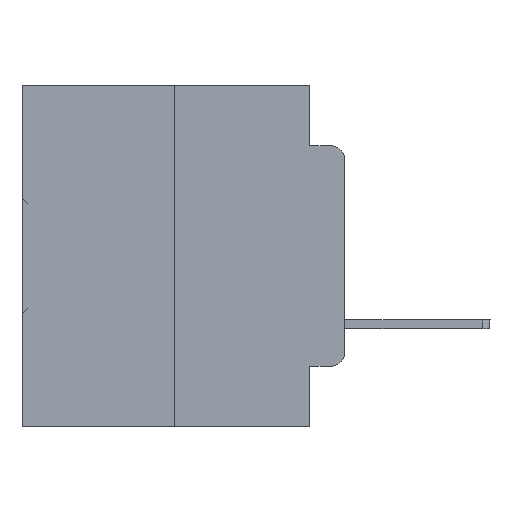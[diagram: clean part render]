
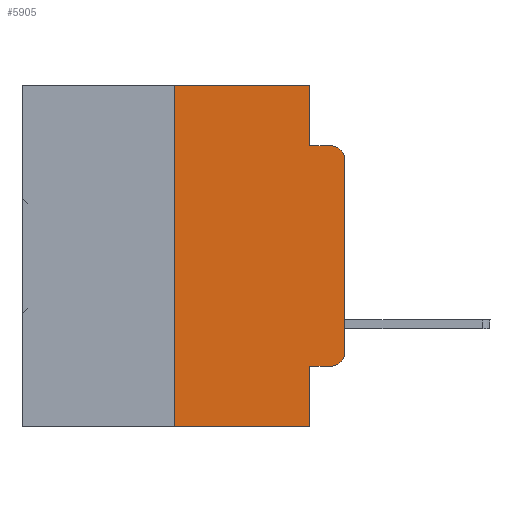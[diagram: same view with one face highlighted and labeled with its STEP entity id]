
A CAD part, left-side view. The second image highlights one B-rep face of the part: STEP entity #5905.
In plain terms, the highlighted planar face has unit normal (-1, 0, 0).
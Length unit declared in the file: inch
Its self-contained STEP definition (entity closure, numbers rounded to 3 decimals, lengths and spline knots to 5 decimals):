
#1302 = PLANE ( 'NONE',  #6019 ) ;
#2417 = VECTOR ( 'NONE', #22531, 39.37008 ) ;
#2477 = LINE ( 'NONE', #15674, #17273 ) ;
#3024 = EDGE_CURVE ( 'NONE', #20747, #28197, #31820, .T. ) ;
#3784 = EDGE_CURVE ( 'NONE', #14219, #20127, #7572, .T. ) ;
#4123 = CARTESIAN_POINT ( 'NONE',  ( 0., 0.051, 0. ) ) ;
#4584 = VECTOR ( 'NONE', #5034, 39.37008 ) ;
#4800 = EDGE_CURVE ( 'NONE', #5853, #28804, #26907, .T. ) ;
#5034 = DIRECTION ( 'NONE',  ( 0., -1., 0. ) ) ;
#5298 = DIRECTION ( 'NONE',  ( 0., 0., -1. ) ) ;
#5315 = ORIENTED_EDGE ( 'NONE', *, *, #3024, .T. ) ;
#5853 = VERTEX_POINT ( 'NONE', #30594 ) ;
#5905 = ADVANCED_FACE ( 'NONE', ( #9648 ), #1302, .F. ) ;
#6019 = AXIS2_PLACEMENT_3D ( 'NONE', #12713, #29297, #29115 ) ;
#6026 = ORIENTED_EDGE ( 'NONE', *, *, #28815, .T. ) ;
#6328 = VERTEX_POINT ( 'NONE', #26370 ) ;
#7292 = VERTEX_POINT ( 'NONE', #32474 ) ;
#7572 = LINE ( 'NONE', #4123, #17200 ) ;
#7635 = ORIENTED_EDGE ( 'NONE', *, *, #26755, .F. ) ;
#8753 = CARTESIAN_POINT ( 'NONE',  ( 0., 0.473, -0.5 ) ) ;
#8966 = CIRCLE ( 'NONE', #15859, 0.02 ) ;
#9228 = VERTEX_POINT ( 'NONE', #32967 ) ;
#9488 = ORIENTED_EDGE ( 'NONE', *, *, #20607, .F. ) ;
#9648 = FACE_OUTER_BOUND ( 'NONE', #25357, .T. ) ;
#9820 = DIRECTION ( 'NONE',  ( 0., 0., 1. ) ) ;
#10153 = ORIENTED_EDGE ( 'NONE', *, *, #22127, .T. ) ;
#10570 = VECTOR ( 'NONE', #9820, 39.37008 ) ;
#10789 = CARTESIAN_POINT ( 'NONE',  ( 0., 0.02, -0.3915 ) ) ;
#11009 = LINE ( 'NONE', #32996, #2417 ) ;
#11917 = AXIS2_PLACEMENT_3D ( 'NONE', #13398, #13944, #5298 ) ;
#12294 = ORIENTED_EDGE ( 'NONE', *, *, #29830, .T. ) ;
#12713 = CARTESIAN_POINT ( 'NONE',  ( 0., 0.473, 0. ) ) ;
#13398 = CARTESIAN_POINT ( 'NONE',  ( 0., 0.02, -0.1085 ) ) ;
#13944 = DIRECTION ( 'NONE',  ( -1., 0., 0. ) ) ;
#14219 = VERTEX_POINT ( 'NONE', #16863 ) ;
#15674 = CARTESIAN_POINT ( 'NONE',  ( 0., 0.25, 0. ) ) ;
#15859 = AXIS2_PLACEMENT_3D ( 'NONE', #10789, #21960, #30270 ) ;
#15907 = CARTESIAN_POINT ( 'NONE',  ( 0., 0.051, 0. ) ) ;
#15942 = CARTESIAN_POINT ( 'NONE',  ( 0., 0., 0. ) ) ;
#16863 = CARTESIAN_POINT ( 'NONE',  ( 0., 0.051, -0.4115 ) ) ;
#17200 = VECTOR ( 'NONE', #18020, 39.37008 ) ;
#17273 = VECTOR ( 'NONE', #26665, 39.37008 ) ;
#18020 = DIRECTION ( 'NONE',  ( 0., 0., -1. ) ) ;
#19019 = ORIENTED_EDGE ( 'NONE', *, *, #3784, .F. ) ;
#20061 = LINE ( 'NONE', #21621, #4584 ) ;
#20127 = VERTEX_POINT ( 'NONE', #31321 ) ;
#20361 = VECTOR ( 'NONE', #25503, 39.37008 ) ;
#20607 = EDGE_CURVE ( 'NONE', #9228, #5853, #22452, .T. ) ;
#20747 = VERTEX_POINT ( 'NONE', #34842 ) ;
#21621 = CARTESIAN_POINT ( 'NONE',  ( 0., 0.051, -0.0885 ) ) ;
#21960 = DIRECTION ( 'NONE',  ( -1., 0., 0. ) ) ;
#22127 = EDGE_CURVE ( 'NONE', #28197, #7292, #27460, .T. ) ;
#22452 = LINE ( 'NONE', #22630, #31999 ) ;
#22531 = DIRECTION ( 'NONE',  ( 0., -1., 0. ) ) ;
#22630 = CARTESIAN_POINT ( 'NONE',  ( 0., 0.473, 0. ) ) ;
#22809 = DIRECTION ( 'NONE',  ( 0., -1., 0. ) ) ;
#23866 = CARTESIAN_POINT ( 'NONE',  ( 0., 0.02, -0.4115 ) ) ;
#25337 = VECTOR ( 'NONE', #29069, 39.37008 ) ;
#25357 = EDGE_LOOP ( 'NONE', ( #5315, #10153, #30955, #29687, #9488, #7635, #12294, #19019, #6026, #26925 ) ) ;
#25503 = DIRECTION ( 'NONE',  ( 0., -1., 0. ) ) ;
#26370 = CARTESIAN_POINT ( 'NONE',  ( 0., 0.25, -0.5 ) ) ;
#26665 = DIRECTION ( 'NONE',  ( 0., 0., 1. ) ) ;
#26667 = EDGE_CURVE ( 'NONE', #28804, #7292, #20061, .T. ) ;
#26755 = EDGE_CURVE ( 'NONE', #6328, #9228, #2477, .T. ) ;
#26907 = LINE ( 'NONE', #15907, #25337 ) ;
#26925 = ORIENTED_EDGE ( 'NONE', *, *, #32876, .T. ) ;
#27460 = CIRCLE ( 'NONE', #11917, 0.02 ) ;
#28197 = VERTEX_POINT ( 'NONE', #31489 ) ;
#28804 = VERTEX_POINT ( 'NONE', #35192 ) ;
#28815 = EDGE_CURVE ( 'NONE', #14219, #31307, #11009, .T. ) ;
#29069 = DIRECTION ( 'NONE',  ( 0., 0., -1. ) ) ;
#29115 = DIRECTION ( 'NONE',  ( 0., 0., -1. ) ) ;
#29297 = DIRECTION ( 'NONE',  ( 1., 0., 0. ) ) ;
#29687 = ORIENTED_EDGE ( 'NONE', *, *, #4800, .F. ) ;
#29830 = EDGE_CURVE ( 'NONE', #6328, #20127, #33612, .T. ) ;
#30270 = DIRECTION ( 'NONE',  ( 0., 0., -1. ) ) ;
#30594 = CARTESIAN_POINT ( 'NONE',  ( 0., 0.051, 0. ) ) ;
#30955 = ORIENTED_EDGE ( 'NONE', *, *, #26667, .F. ) ;
#31307 = VERTEX_POINT ( 'NONE', #23866 ) ;
#31321 = CARTESIAN_POINT ( 'NONE',  ( 0., 0.051, -0.5 ) ) ;
#31489 = CARTESIAN_POINT ( 'NONE',  ( 0., 0., -0.1085 ) ) ;
#31820 = LINE ( 'NONE', #15942, #10570 ) ;
#31999 = VECTOR ( 'NONE', #22809, 39.37008 ) ;
#32474 = CARTESIAN_POINT ( 'NONE',  ( 0., 0.02, -0.0885 ) ) ;
#32876 = EDGE_CURVE ( 'NONE', #31307, #20747, #8966, .T. ) ;
#32967 = CARTESIAN_POINT ( 'NONE',  ( 0., 0.25, 0. ) ) ;
#32996 = CARTESIAN_POINT ( 'NONE',  ( 0., 0.051, -0.4115 ) ) ;
#33612 = LINE ( 'NONE', #8753, #20361 ) ;
#34842 = CARTESIAN_POINT ( 'NONE',  ( 0., 0., -0.3915 ) ) ;
#35192 = CARTESIAN_POINT ( 'NONE',  ( 0., 0.051, -0.0885 ) ) ;
